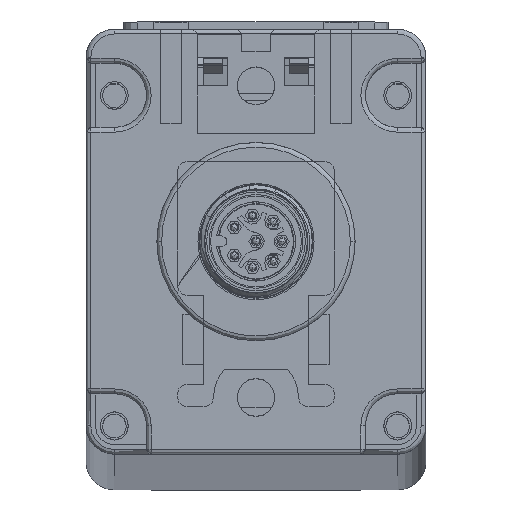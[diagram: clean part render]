
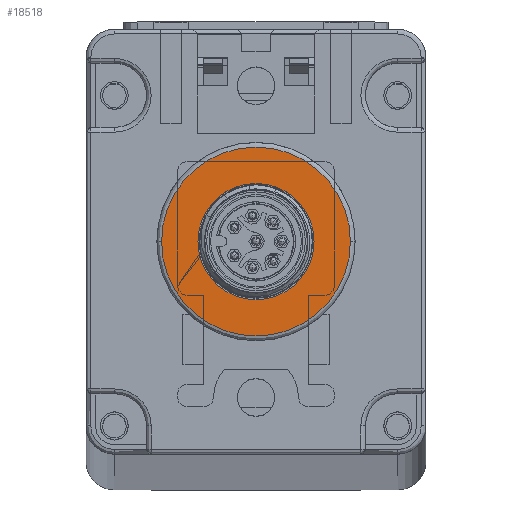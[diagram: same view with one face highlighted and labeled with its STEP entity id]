
A CAD part, top view. The second image highlights one B-rep face of the part: STEP entity #18518.
In plain terms, the highlighted planar face has unit normal (0, 0, 1).
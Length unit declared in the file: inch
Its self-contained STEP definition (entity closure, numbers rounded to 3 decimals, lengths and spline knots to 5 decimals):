
#6261=CARTESIAN_POINT('',(0.,0.88583,0.15748));
#6262=DIRECTION('',(0.,0.,1.));
#6263=DIRECTION('',(1.,0.,0.));
#6264=AXIS2_PLACEMENT_3D('',#6261,#6262,#6263);
#6276=CARTESIAN_POINT('',(0.,0.88583,0.15748));
#6277=DIRECTION('',(0.,0.,1.));
#6278=DIRECTION('',(1.,0.,0.));
#6279=AXIS2_PLACEMENT_3D('',#6276,#6277,#6278);
#6281=CARTESIAN_POINT('',(0.,0.88583,0.15748));
#6282=DIRECTION('',(0.,0.,1.));
#6283=DIRECTION('',(-1.,0.,0.));
#6284=AXIS2_PLACEMENT_3D('',#6281,#6282,#6283);
#6286=CARTESIAN_POINT('',(0.,0.88583,0.15748));
#6287=DIRECTION('',(0.,0.,1.));
#6288=DIRECTION('',(-1.,0.,0.));
#6289=AXIS2_PLACEMENT_3D('',#6286,#6287,#6288);
#9346=CARTESIAN_POINT('',(0.24213,0.88583,
0.15748));
#9347=CARTESIAN_POINT('',(-0.24213,0.88583,
0.15748));
#9348=VERTEX_POINT('',#9346);
#9349=VERTEX_POINT('',#9347);
#9646=CARTESIAN_POINT('',(0.3937,0.88583,
0.15748));
#9647=CARTESIAN_POINT('',(-0.3937,0.88583,
0.15748));
#9648=VERTEX_POINT('',#9646);
#9649=VERTEX_POINT('',#9647);
#18502=CARTESIAN_POINT('',(0.,0.,0.15748));
#18503=DIRECTION('',(0.,0.,1.));
#18504=DIRECTION('',(1.,0.,0.));
#18505=AXIS2_PLACEMENT_3D('',#18502,#18503,#18504);
#18506=PLANE('',#18505);
#18507=ORIENTED_EDGE('',*,*,#18492,.F.);
#18509=ORIENTED_EDGE('',*,*,#18508,.F.);
#18510=EDGE_LOOP('',(#18507,#18509));
#18511=FACE_OUTER_BOUND('',#18510,.F.);
#18513=ORIENTED_EDGE('',*,*,#18512,.T.);
#18515=ORIENTED_EDGE('',*,*,#18514,.T.);
#18516=EDGE_LOOP('',(#18513,#18515));
#18517=FACE_BOUND('',#18516,.F.);
#18518=ADVANCED_FACE('',(#18511,#18517),#18506,.T.);
#6265=CIRCLE('',#6264,0.3937);
#6280=CIRCLE('',#6279,0.24213);
#6285=CIRCLE('',#6284,0.24213);
#6290=CIRCLE('',#6289,0.3937);
#18492=EDGE_CURVE('',#9648,#9649,#6265,.T.);
#18508=EDGE_CURVE('',#9649,#9648,#6290,.T.);
#18512=EDGE_CURVE('',#9348,#9349,#6280,.T.);
#18514=EDGE_CURVE('',#9349,#9348,#6285,.T.);
